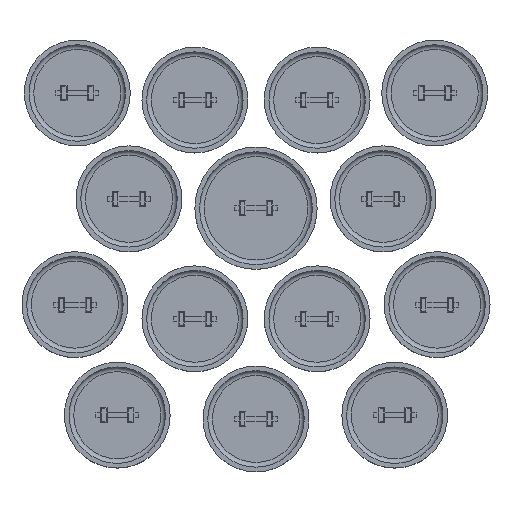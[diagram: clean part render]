
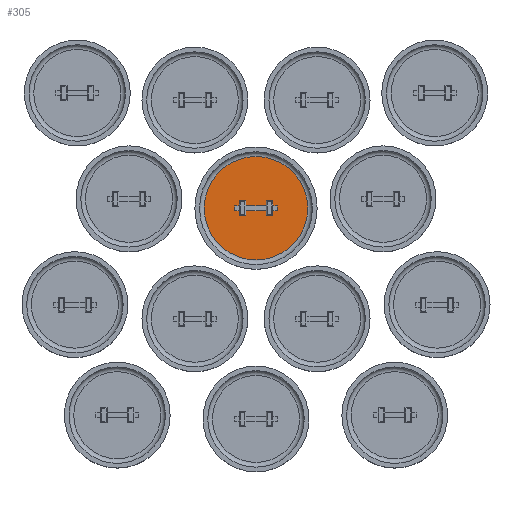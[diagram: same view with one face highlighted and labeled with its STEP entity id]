
A CAD part, top view. The second image highlights one B-rep face of the part: STEP entity #305.
In plain terms, the highlighted planar face has unit normal (0, 0, 1).
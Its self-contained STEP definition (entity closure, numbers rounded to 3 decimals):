
#284 = VERTEX_POINT('',#285);
#285 = CARTESIAN_POINT('',(11.,0.,1.));
#292 = EDGE_CURVE('',#284,#284,#293,.T.);
#293 = CIRCLE('',#294,11.);
#294 = AXIS2_PLACEMENT_3D('',#295,#296,#297);
#295 = CARTESIAN_POINT('',(0.,0.,1.));
#296 = DIRECTION('',(0.,0.,1.));
#297 = DIRECTION('',(1.,0.,0.));
#305 = ADVANCED_FACE('',(#306,#309),#471,.T.);
#306 = FACE_BOUND('',#307,.T.);
#307 = EDGE_LOOP('',(#308));
#308 = ORIENTED_EDGE('',*,*,#292,.T.);
#309 = FACE_BOUND('',#310,.T.);
#310 = EDGE_LOOP('',(#311,#321,#329,#337,#345,#353,#361,#369,#377,#385,
    #393,#401,#409,#417,#425,#433,#441,#449,#457,#465));
#311 = ORIENTED_EDGE('',*,*,#312,.T.);
#312 = EDGE_CURVE('',#313,#315,#317,.T.);
#313 = VERTEX_POINT('',#314);
#314 = CARTESIAN_POINT('',(-3.55,-0.5,1.));
#315 = VERTEX_POINT('',#316);
#316 = CARTESIAN_POINT('',(-4.55,-0.5,1.));
#317 = LINE('',#318,#319);
#318 = CARTESIAN_POINT('',(4.55,-0.5,1.));
#319 = VECTOR('',#320,1.);
#320 = DIRECTION('',(-1.,0.,0.));
#321 = ORIENTED_EDGE('',*,*,#322,.T.);
#322 = EDGE_CURVE('',#315,#323,#325,.T.);
#323 = VERTEX_POINT('',#324);
#324 = CARTESIAN_POINT('',(-4.55,0.5,1.));
#325 = LINE('',#326,#327);
#326 = CARTESIAN_POINT('',(-4.55,-0.5,1.));
#327 = VECTOR('',#328,1.);
#328 = DIRECTION('',(0.,1.,0.));
#329 = ORIENTED_EDGE('',*,*,#330,.T.);
#330 = EDGE_CURVE('',#323,#331,#333,.T.);
#331 = VERTEX_POINT('',#332);
#332 = CARTESIAN_POINT('',(-3.55,0.5,1.));
#333 = LINE('',#334,#335);
#334 = CARTESIAN_POINT('',(-4.55,0.5,1.));
#335 = VECTOR('',#336,1.);
#336 = DIRECTION('',(1.,0.,0.));
#337 = ORIENTED_EDGE('',*,*,#338,.T.);
#338 = EDGE_CURVE('',#331,#339,#341,.T.);
#339 = VERTEX_POINT('',#340);
#340 = CARTESIAN_POINT('',(-3.55,1.575,1.));
#341 = LINE('',#342,#343);
#342 = CARTESIAN_POINT('',(-3.55,-1.575,1.));
#343 = VECTOR('',#344,1.);
#344 = DIRECTION('',(0.,1.,0.));
#345 = ORIENTED_EDGE('',*,*,#346,.T.);
#346 = EDGE_CURVE('',#339,#347,#349,.T.);
#347 = VERTEX_POINT('',#348);
#348 = CARTESIAN_POINT('',(-2.17,1.575,1.));
#349 = LINE('',#350,#351);
#350 = CARTESIAN_POINT('',(-3.55,1.575,1.));
#351 = VECTOR('',#352,1.);
#352 = DIRECTION('',(1.,0.,0.));
#353 = ORIENTED_EDGE('',*,*,#354,.T.);
#354 = EDGE_CURVE('',#347,#355,#357,.T.);
#355 = VERTEX_POINT('',#356);
#356 = CARTESIAN_POINT('',(-2.17,0.5,1.));
#357 = LINE('',#358,#359);
#358 = CARTESIAN_POINT('',(-2.17,1.575,1.));
#359 = VECTOR('',#360,1.);
#360 = DIRECTION('',(0.,-1.,0.));
#361 = ORIENTED_EDGE('',*,*,#362,.T.);
#362 = EDGE_CURVE('',#355,#363,#365,.T.);
#363 = VERTEX_POINT('',#364);
#364 = CARTESIAN_POINT('',(2.17,0.5,1.));
#365 = LINE('',#366,#367);
#366 = CARTESIAN_POINT('',(-4.55,0.5,1.));
#367 = VECTOR('',#368,1.);
#368 = DIRECTION('',(1.,0.,0.));
#369 = ORIENTED_EDGE('',*,*,#370,.T.);
#370 = EDGE_CURVE('',#363,#371,#373,.T.);
#371 = VERTEX_POINT('',#372);
#372 = CARTESIAN_POINT('',(2.17,1.575,1.));
#373 = LINE('',#374,#375);
#374 = CARTESIAN_POINT('',(2.17,-1.575,1.));
#375 = VECTOR('',#376,1.);
#376 = DIRECTION('',(0.,1.,0.));
#377 = ORIENTED_EDGE('',*,*,#378,.T.);
#378 = EDGE_CURVE('',#371,#379,#381,.T.);
#379 = VERTEX_POINT('',#380);
#380 = CARTESIAN_POINT('',(3.55,1.575,1.));
#381 = LINE('',#382,#383);
#382 = CARTESIAN_POINT('',(2.17,1.575,1.));
#383 = VECTOR('',#384,1.);
#384 = DIRECTION('',(1.,0.,0.));
#385 = ORIENTED_EDGE('',*,*,#386,.T.);
#386 = EDGE_CURVE('',#379,#387,#389,.T.);
#387 = VERTEX_POINT('',#388);
#388 = CARTESIAN_POINT('',(3.55,0.5,1.));
#389 = LINE('',#390,#391);
#390 = CARTESIAN_POINT('',(3.55,1.575,1.));
#391 = VECTOR('',#392,1.);
#392 = DIRECTION('',(0.,-1.,0.));
#393 = ORIENTED_EDGE('',*,*,#394,.T.);
#394 = EDGE_CURVE('',#387,#395,#397,.T.);
#395 = VERTEX_POINT('',#396);
#396 = CARTESIAN_POINT('',(4.55,0.5,1.));
#397 = LINE('',#398,#399);
#398 = CARTESIAN_POINT('',(-4.55,0.5,1.));
#399 = VECTOR('',#400,1.);
#400 = DIRECTION('',(1.,0.,0.));
#401 = ORIENTED_EDGE('',*,*,#402,.T.);
#402 = EDGE_CURVE('',#395,#403,#405,.T.);
#403 = VERTEX_POINT('',#404);
#404 = CARTESIAN_POINT('',(4.55,-0.5,1.));
#405 = LINE('',#406,#407);
#406 = CARTESIAN_POINT('',(4.55,0.5,1.));
#407 = VECTOR('',#408,1.);
#408 = DIRECTION('',(0.,-1.,0.));
#409 = ORIENTED_EDGE('',*,*,#410,.T.);
#410 = EDGE_CURVE('',#403,#411,#413,.T.);
#411 = VERTEX_POINT('',#412);
#412 = CARTESIAN_POINT('',(3.55,-0.5,1.));
#413 = LINE('',#414,#415);
#414 = CARTESIAN_POINT('',(4.55,-0.5,1.));
#415 = VECTOR('',#416,1.);
#416 = DIRECTION('',(-1.,0.,0.));
#417 = ORIENTED_EDGE('',*,*,#418,.T.);
#418 = EDGE_CURVE('',#411,#419,#421,.T.);
#419 = VERTEX_POINT('',#420);
#420 = CARTESIAN_POINT('',(3.55,-1.575,1.));
#421 = LINE('',#422,#423);
#422 = CARTESIAN_POINT('',(3.55,1.575,1.));
#423 = VECTOR('',#424,1.);
#424 = DIRECTION('',(0.,-1.,0.));
#425 = ORIENTED_EDGE('',*,*,#426,.T.);
#426 = EDGE_CURVE('',#419,#427,#429,.T.);
#427 = VERTEX_POINT('',#428);
#428 = CARTESIAN_POINT('',(2.17,-1.575,1.));
#429 = LINE('',#430,#431);
#430 = CARTESIAN_POINT('',(3.55,-1.575,1.));
#431 = VECTOR('',#432,1.);
#432 = DIRECTION('',(-1.,0.,0.));
#433 = ORIENTED_EDGE('',*,*,#434,.T.);
#434 = EDGE_CURVE('',#427,#435,#437,.T.);
#435 = VERTEX_POINT('',#436);
#436 = CARTESIAN_POINT('',(2.17,-0.5,1.));
#437 = LINE('',#438,#439);
#438 = CARTESIAN_POINT('',(2.17,-1.575,1.));
#439 = VECTOR('',#440,1.);
#440 = DIRECTION('',(0.,1.,0.));
#441 = ORIENTED_EDGE('',*,*,#442,.T.);
#442 = EDGE_CURVE('',#435,#443,#445,.T.);
#443 = VERTEX_POINT('',#444);
#444 = CARTESIAN_POINT('',(-2.17,-0.5,1.));
#445 = LINE('',#446,#447);
#446 = CARTESIAN_POINT('',(4.55,-0.5,1.));
#447 = VECTOR('',#448,1.);
#448 = DIRECTION('',(-1.,0.,0.));
#449 = ORIENTED_EDGE('',*,*,#450,.T.);
#450 = EDGE_CURVE('',#443,#451,#453,.T.);
#451 = VERTEX_POINT('',#452);
#452 = CARTESIAN_POINT('',(-2.17,-1.575,1.));
#453 = LINE('',#454,#455);
#454 = CARTESIAN_POINT('',(-2.17,1.575,1.));
#455 = VECTOR('',#456,1.);
#456 = DIRECTION('',(0.,-1.,0.));
#457 = ORIENTED_EDGE('',*,*,#458,.T.);
#458 = EDGE_CURVE('',#451,#459,#461,.T.);
#459 = VERTEX_POINT('',#460);
#460 = CARTESIAN_POINT('',(-3.55,-1.575,1.));
#461 = LINE('',#462,#463);
#462 = CARTESIAN_POINT('',(-2.17,-1.575,1.));
#463 = VECTOR('',#464,1.);
#464 = DIRECTION('',(-1.,0.,0.));
#465 = ORIENTED_EDGE('',*,*,#466,.T.);
#466 = EDGE_CURVE('',#459,#313,#467,.T.);
#467 = LINE('',#468,#469);
#468 = CARTESIAN_POINT('',(-3.55,-1.575,1.));
#469 = VECTOR('',#470,1.);
#470 = DIRECTION('',(0.,1.,0.));
#471 = PLANE('',#472);
#472 = AXIS2_PLACEMENT_3D('',#473,#474,#475);
#473 = CARTESIAN_POINT('',(0.,0.,1.));
#474 = DIRECTION('',(0.,0.,1.));
#475 = DIRECTION('',(1.,0.,0.));
